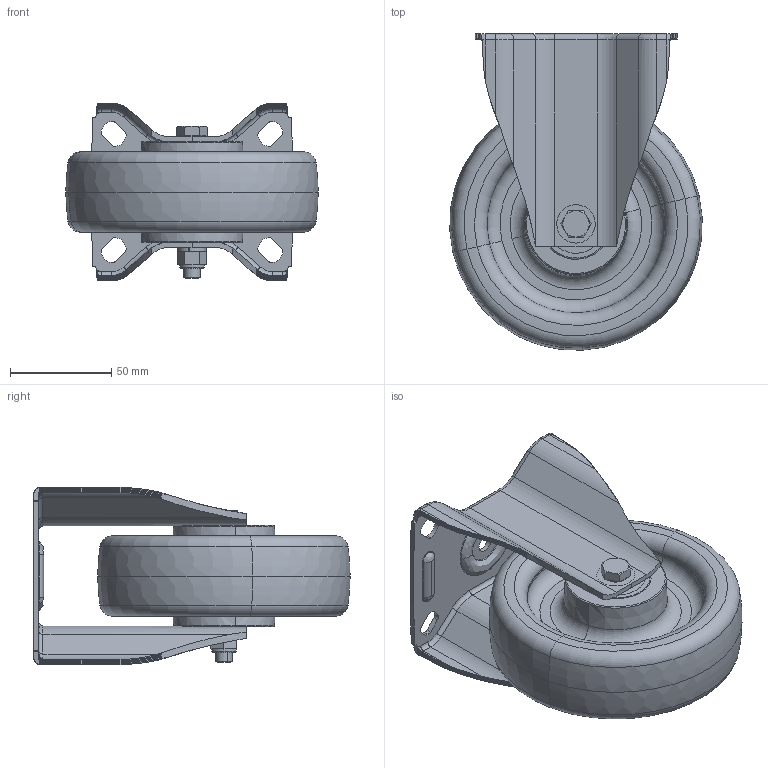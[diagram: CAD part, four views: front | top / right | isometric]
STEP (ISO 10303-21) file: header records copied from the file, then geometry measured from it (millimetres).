
FILE_DESCRIPTION (( 'STEP AP214' ), '1' );
FILE_NAME ('0029927_B-MV-PUZK-125-K_(A-03).step', '2019-10-15T08:29:00', ( '' ), ( '' ), 'SwSTEP 2.0', 'SolidWorks 2018', '' );
FILE_SCHEMA (( 'AUTOMOTIVE_DESIGN' ));
Length unit declared in the file: millimetre
Products named in the file (1): 0029927_B-MV-PUZK-125-K_(A-03)
Bounding box: 124.83 x 156.41 x 87.8 mm (x, y, z)
Volume: 416093.8 mm3; surface area: 162499.2 mm2
Topology: 18 solids, 18 shells, 1457 faces, 3973 edges, 2564 vertices
Faces by surface type: plane 900, torus 236, cylinder 201, cone 68, bspline 52
Entity records: 64381 total; most frequent: CARTESIAN_POINT 14291, ORIENTED_EDGE 7946, DIRECTION 6293, EDGE_CURVE 3973, VERTEX_POINT 2564, AXIS2_PLACEMENT_3D 2342, LINE 1609, VECTOR 1609
